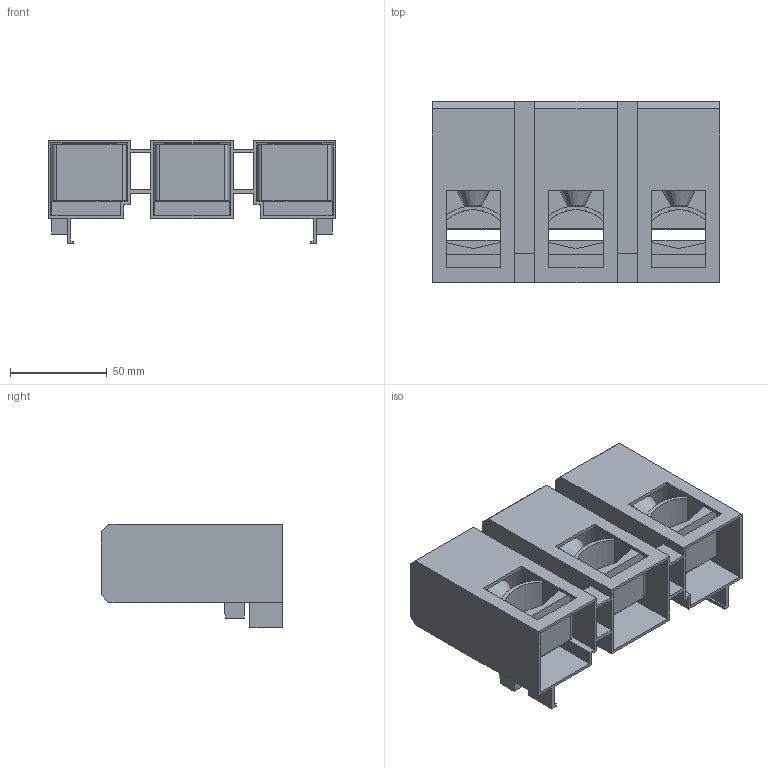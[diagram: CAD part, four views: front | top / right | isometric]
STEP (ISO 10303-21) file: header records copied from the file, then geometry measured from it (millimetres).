
FILE_DESCRIPTION((''),'2;1');
FILE_NAME('TB300_ASM','2021-07-22T',('marketing.praksa'),('Audax d.o.o.'),'CREO PARAMETRIC BY PTC INC, 2017480','CREO PARAMETRIC BY PTC INC, 2017480','');
FILE_SCHEMA(('AUTOMOTIVE_DESIGN { 1 0 10303 214 1 1 1 1 }'));
Length unit declared in the file: metre
Products named in the file (12): TB300_1_1; TB300_2; TB300_3; TB300_4; TB300_5; TB300_6; TB300_7; TB300_8; TB300_9; TB300_10; ETI_LOGO_75; TB300_ASM
Assembly tree (11 placements, depth 2):
  TB300_ASM
    TB300_1_1
    TB300_2
    TB300_3
    TB300_4
    TB300_5
    TB300_6
    TB300_7
    TB300_8
    TB300_9
    TB300_10
    ETI_LOGO_75
Bounding box: 148.45 x 93.6 x 53.55 mm (x, y, z)
Volume: 240264 mm3; surface area: 140285.4 mm2
Topology: 13 solids, 13 shells, 377 faces, 1002 edges, 652 vertices
Faces by surface type: plane 254, cylinder 99, cone 24
Entity records: 19144 total; most frequent: CARTESIAN_POINT 3024, ORIENTED_EDGE 1992, DIRECTION 1967, PRESENTATION_STYLE_ASSIGNMENT 1386, STYLED_ITEM 1386, CURVE_STYLE 996, EDGE_CURVE 996, VECTOR 741
